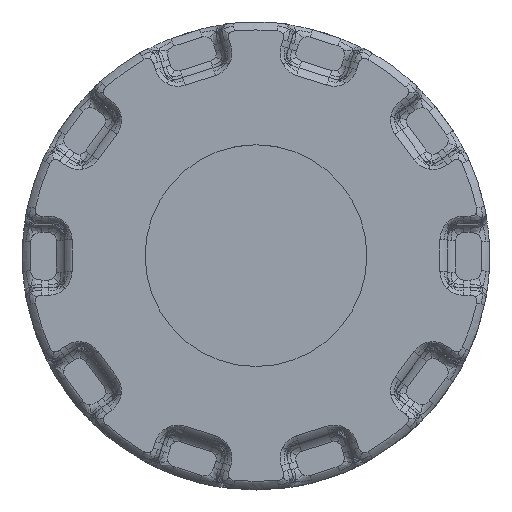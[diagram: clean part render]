
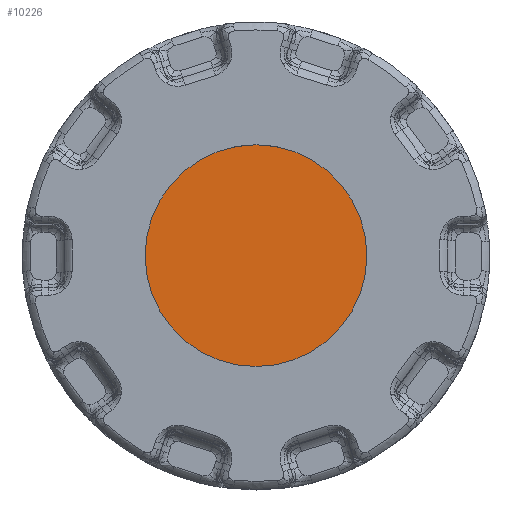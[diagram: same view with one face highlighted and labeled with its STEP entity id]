
A CAD part, top view. The second image highlights one B-rep face of the part: STEP entity #10226.
In plain terms, the highlighted planar face has unit normal (0, 0, 1).
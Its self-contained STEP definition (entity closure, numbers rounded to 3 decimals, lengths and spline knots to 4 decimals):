
#19=PLANE('',#10753);
#384=CIRCLE('',#10752,3.5);
#854=FACE_OUTER_BOUND('',#1505,.T.);
#1505=EDGE_LOOP('',(#7433));
#4040=VERTEX_POINT('',#35226);
#5413=EDGE_CURVE('',#4040,#4040,#384,.T.);
#7433=ORIENTED_EDGE('',*,*,#5413,.F.);
#10226=ADVANCED_FACE('',(#854),#19,.T.);
#10752=AXIS2_PLACEMENT_3D('',#35228,#11398,#11399);
#10753=AXIS2_PLACEMENT_3D('',#35229,#11400,#11401);
#11398=DIRECTION('center_axis',(0.,0.,-1.));
#11399=DIRECTION('ref_axis',(-1.,0.,0.));
#11400=DIRECTION('center_axis',(0.,0.,1.));
#11401=DIRECTION('ref_axis',(-1.,0.,0.));
#35226=CARTESIAN_POINT('',(3.5,0.,7.4));
#35228=CARTESIAN_POINT('Origin',(0.,0.,7.4));
#35229=CARTESIAN_POINT('Origin',(0.,0.,7.4));
